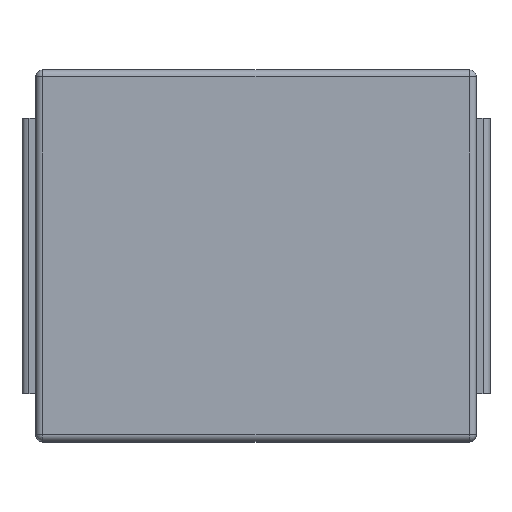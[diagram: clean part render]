
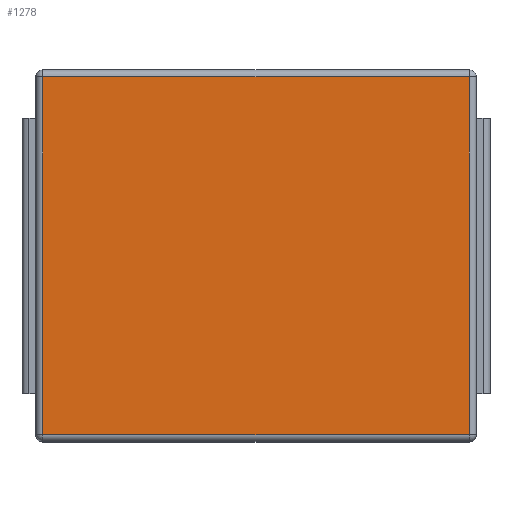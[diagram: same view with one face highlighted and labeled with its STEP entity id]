
A CAD part, top view. The second image highlights one B-rep face of the part: STEP entity #1278.
In plain terms, the highlighted planar face has unit normal (0, 0, 1).
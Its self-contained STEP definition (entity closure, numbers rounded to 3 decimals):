
#1100=CARTESIAN_POINT('',(-1.55,-1.3,2.1));
#1101=VERTEX_POINT('',#1100);
#1124=CARTESIAN_POINT('',(-1.55,1.3,2.1));
#1125=VERTEX_POINT('',#1124);
#1135=CARTESIAN_POINT('',(-1.55,-1.3,2.1));
#1136=DIRECTION('',(0.0,1.0,0.0));
#1137=VECTOR('',#1136,2.6);
#1138=LINE('',#1135,#1137);
#1139=EDGE_CURVE('',#1101,#1125,#1138,.T.);
#1166=CARTESIAN_POINT('',(1.55,1.3,2.1));
#1167=VERTEX_POINT('',#1166);
#1177=CARTESIAN_POINT('',(-1.55,1.3,2.1));
#1178=DIRECTION('',(1.0,0.0,0.0));
#1179=VECTOR('',#1178,3.1);
#1180=LINE('',#1177,#1179);
#1181=EDGE_CURVE('',#1125,#1167,#1180,.T.);
#1208=CARTESIAN_POINT('',(1.55,-1.3,2.1));
#1209=VERTEX_POINT('',#1208);
#1236=CARTESIAN_POINT('',(1.55,-1.3,2.1));
#1237=DIRECTION('',(-1.0,0.0,0.0));
#1238=VECTOR('',#1237,3.1);
#1239=LINE('',#1236,#1238);
#1240=EDGE_CURVE('',#1209,#1101,#1239,.T.);
#1258=CARTESIAN_POINT('',(1.55,1.3,2.1));
#1259=DIRECTION('',(0.0,-1.0,0.0));
#1260=VECTOR('',#1259,2.6);
#1261=LINE('',#1258,#1260);
#1262=EDGE_CURVE('',#1167,#1209,#1261,.T.);
#1267=CARTESIAN_POINT('',(0.,0.,2.1));
#1268=DIRECTION('',(0.0,0.0,1.0));
#1269=DIRECTION('',(1.0,0.0,0.0));
#1270=AXIS2_PLACEMENT_3D('',#1267,#1268,#1269);
#1271=PLANE('',#1270);
#1272=ORIENTED_EDGE('',*,*,#1240,.F.);
#1273=ORIENTED_EDGE('',*,*,#1262,.F.);
#1274=ORIENTED_EDGE('',*,*,#1181,.F.);
#1275=ORIENTED_EDGE('',*,*,#1139,.F.);
#1276=EDGE_LOOP('',(#1272,#1273,#1274,#1275));
#1277=FACE_OUTER_BOUND('',#1276,.T.);
#1278=ADVANCED_FACE('',(#1277),#1271,.T.);
